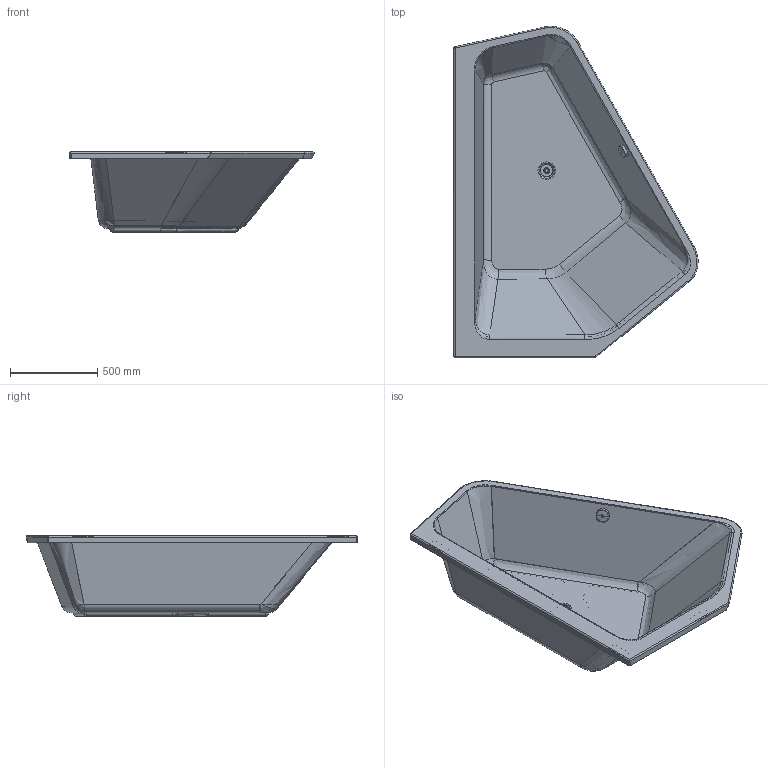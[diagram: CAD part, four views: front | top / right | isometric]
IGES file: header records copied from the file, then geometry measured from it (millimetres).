
Global section: file name: No Iges File Name specified; native system: Autodesk Inventor 2011; preprocessor: AutoDesk Inventor Iges Exporter R2011; author: Administrator; date: 20150528.221851; units: millimetre
Bounding box: 1399.87 x 1899.78 x 460 mm (x, y, z)
Volume: 28562986.9 mm3; surface area: 6861068.4 mm2
Topology: 3 solids, 3 shells, 325 faces, 834 edges, 505 vertices
Faces by surface type: plane 144, bspline 90, revolution 57, cylinder 27, cone 4, torus 2, sphere 1
Full cylindrical faces by diameter (mm): 9.2 x1, 13 x1, 14.5 x1, 24 x1, 32 x2, 72 x1
